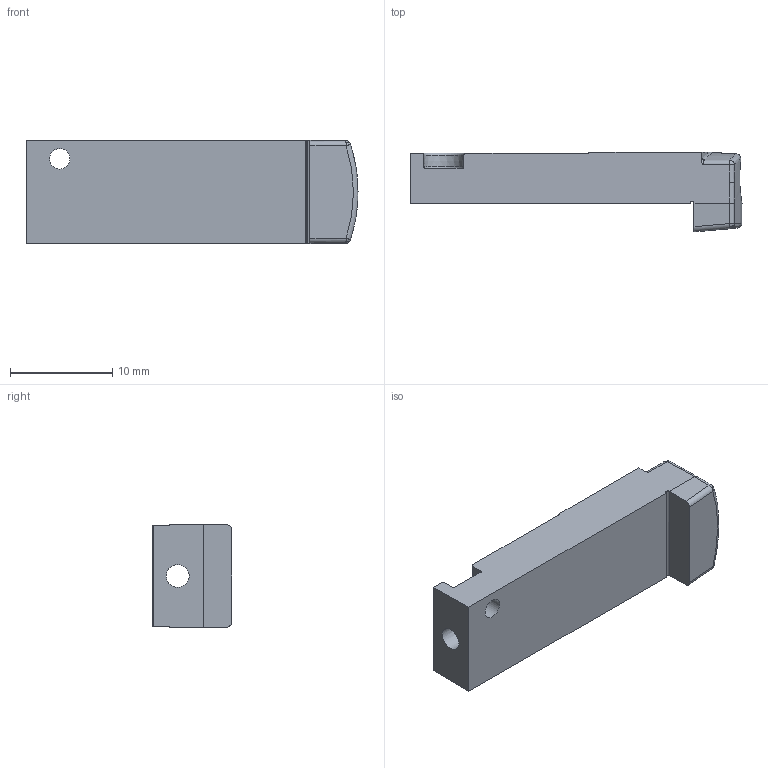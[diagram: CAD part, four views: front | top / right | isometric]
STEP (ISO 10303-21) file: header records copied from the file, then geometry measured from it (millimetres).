
FILE_DESCRIPTION(/* description */ (''),/* implementation_level */ '2;1');
FILE_NAME(/* name */ '00736422_DECKEL_VUVG-...-10-.1.ipt.step',/* time_stamp */ '2014-01-01T17:41:39-08:00',/* author */ ('s-2512170'),/* organization */ (''),/* preprocessor_version */ 'ST-DEVELOPER v15.2',/* originating_system */ 'Autodesk Inventor 2014',/* authorisation */ '');
FILE_SCHEMA (('AUTOMOTIVE_DESIGN { 1 0 10303 214 3 1 1 }'));
Length unit declared in the file: millimetre
Products named in the file (1): 00736422_DECKEL_VUVG-...-10-.1
Bounding box: 32.5 x 7.8 x 10.1 mm (x, y, z)
Volume: 1482.4 mm3; surface area: 1387.8 mm2
Topology: 1 solids, 1 shells, 58 faces, 153 edges, 97 vertices
Faces by surface type: bspline 20, plane 19, cylinder 15, torus 2, cone 2
Full cylindrical faces by diameter (mm): 2 x1
Entity records: 4324 total; most frequent: CARTESIAN_POINT 2885, ORIENTED_EDGE 300, DIRECTION 261, EDGE_CURVE 150, AXIS2_PLACEMENT_3D 98, VERTEX_POINT 96, LINE 65, VECTOR 65
